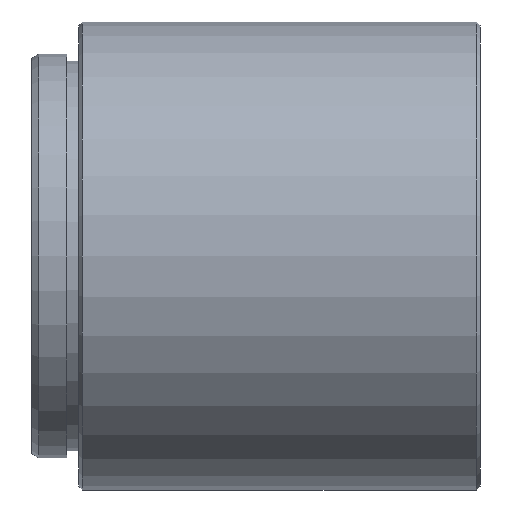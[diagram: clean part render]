
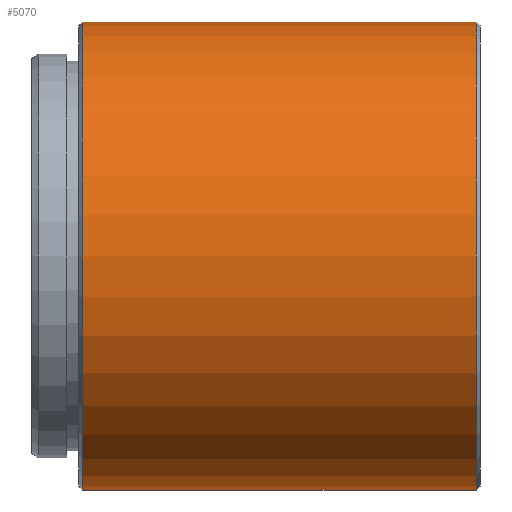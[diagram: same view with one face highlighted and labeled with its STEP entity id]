
A CAD part, front view. The second image highlights one B-rep face of the part: STEP entity #5070.
In plain terms, the highlighted cylindrical face has radius 15.24 mm (diameter 30.48 mm), a full revolution.
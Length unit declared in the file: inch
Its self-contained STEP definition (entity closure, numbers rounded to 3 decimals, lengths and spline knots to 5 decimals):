
#552=CYLINDRICAL_SURFACE('',#5382,0.6);
#565=FACE_OUTER_BOUND('',#843,.T.);
#843=EDGE_LOOP('',(#3324,#3325,#3326,#3327,#3328));
#1150=LINE('',#6500,#1557);
#1557=VECTOR('',#5651,0.6);
#1958=CIRCLE('',#5360,0.6);
#1959=CIRCLE('',#5361,0.6);
#1961=CIRCLE('',#5364,0.6);
#2048=VERTEX_POINT('',#6454);
#2049=VERTEX_POINT('',#6455);
#2051=VERTEX_POINT('',#6462);
#2544=EDGE_CURVE('',#2048,#2049,#1958,.T.);
#2545=EDGE_CURVE('',#2049,#2048,#1959,.T.);
#2548=EDGE_CURVE('',#2051,#2051,#1961,.T.);
#2567=EDGE_CURVE('',#2048,#2051,#1150,.T.);
#3324=ORIENTED_EDGE('',*,*,#2544,.T.);
#3325=ORIENTED_EDGE('',*,*,#2545,.T.);
#3326=ORIENTED_EDGE('',*,*,#2567,.T.);
#3327=ORIENTED_EDGE('',*,*,#2548,.T.);
#3328=ORIENTED_EDGE('',*,*,#2567,.F.);
#5070=ADVANCED_FACE('',(#565),#552,.T.);
#5360=AXIS2_PLACEMENT_3D('',#6456,#5597,#5598);
#5361=AXIS2_PLACEMENT_3D('',#6457,#5599,#5600);
#5364=AXIS2_PLACEMENT_3D('',#6463,#5606,#5607);
#5382=AXIS2_PLACEMENT_3D('',#6499,#5649,#5650);
#5597=DIRECTION('center_axis',(-1.,0.,0.));
#5598=DIRECTION('ref_axis',(0.,0.,-1.));
#5599=DIRECTION('center_axis',(-1.,0.,0.));
#5600=DIRECTION('ref_axis',(0.,0.,-1.));
#5606=DIRECTION('center_axis',(1.,0.,0.));
#5607=DIRECTION('ref_axis',(0.,0.,1.));
#5649=DIRECTION('center_axis',(1.,0.,0.));
#5650=DIRECTION('ref_axis',(0.,0.,-1.));
#5651=DIRECTION('',(-1.,0.,0.));
#6454=CARTESIAN_POINT('',(-0.01,0.,0.6));
#6455=CARTESIAN_POINT('',(-0.01,0.,-0.6));
#6456=CARTESIAN_POINT('Origin',(-0.01,0.,0.));
#6457=CARTESIAN_POINT('Origin',(-0.01,0.,0.));
#6462=CARTESIAN_POINT('',(-1.02,0.,0.6));
#6463=CARTESIAN_POINT('Origin',(-1.02,0.,0.));
#6499=CARTESIAN_POINT('Origin',(0.,0.,0.));
#6500=CARTESIAN_POINT('',(0.,0.,0.6));
